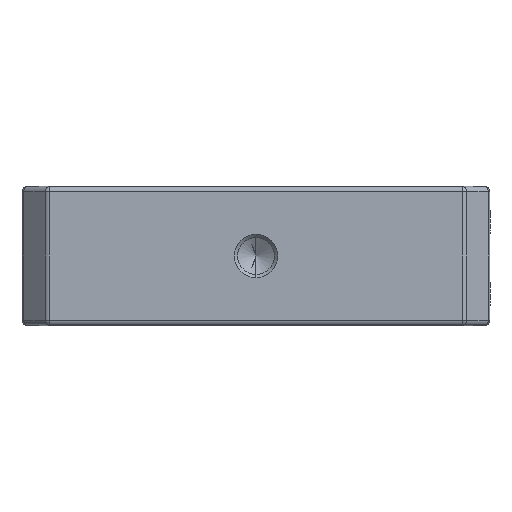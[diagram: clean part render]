
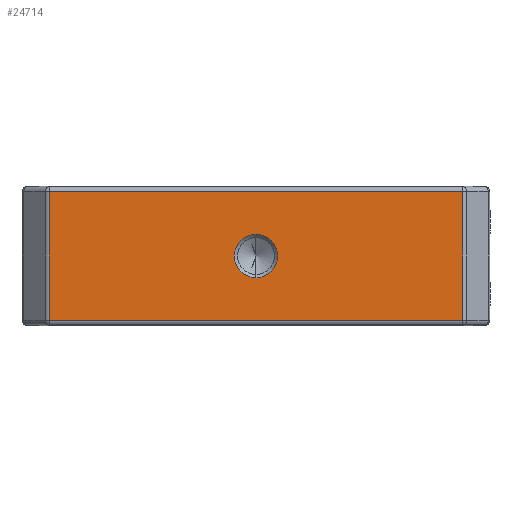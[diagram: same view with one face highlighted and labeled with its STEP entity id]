
A CAD part, front view. The second image highlights one B-rep face of the part: STEP entity #24714.
In plain terms, the highlighted planar face has unit normal (0, -1, 0).
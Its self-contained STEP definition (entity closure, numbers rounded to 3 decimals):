
#1904 = CARTESIAN_POINT ( 'NONE',  ( 22.439, -15.656, -5.75 ) ) ;
#2397 = CIRCLE ( 'NONE', #24698, 1.95 ) ;
#2550 = EDGE_LOOP ( 'NONE', ( #20108, #19262 ) ) ;
#3059 = DIRECTION ( 'NONE',  ( 0., 1., 0. ) ) ;
#3307 = CARTESIAN_POINT ( 'NONE',  ( 3.689, -15.656, -1.95 ) ) ;
#4263 = DIRECTION ( 'NONE',  ( 1., 0., 0. ) ) ;
#4461 = VECTOR ( 'NONE', #5525, 1000. ) ;
#4600 = AXIS2_PLACEMENT_3D ( 'NONE', #21117, #3059, #10701 ) ;
#4663 = EDGE_CURVE ( 'NONE', #15601, #5063, #9744, .T. ) ;
#5063 = VERTEX_POINT ( 'NONE', #5373 ) ;
#5373 = CARTESIAN_POINT ( 'NONE',  ( -14.854, -15.656, 5.75 ) ) ;
#5525 = DIRECTION ( 'NONE',  ( -1., 0., 0. ) ) ;
#5866 = VECTOR ( 'NONE', #11881, 1000. ) ;
#5899 = AXIS2_PLACEMENT_3D ( 'NONE', #17614, #7575, #19843 ) ;
#7011 = FACE_BOUND ( 'NONE', #2550, .T. ) ;
#7020 = CARTESIAN_POINT ( 'NONE',  ( 3.689, -15.656, 0. ) ) ;
#7509 = ORIENTED_EDGE ( 'NONE', *, *, #4663, .T. ) ;
#7575 = DIRECTION ( 'NONE',  ( 0., 1., 0. ) ) ;
#7821 = LINE ( 'NONE', #1904, #19759 ) ;
#8611 = EDGE_CURVE ( 'NONE', #5063, #20309, #22020, .T. ) ;
#9744 = LINE ( 'NONE', #13556, #4461 ) ;
#10087 = ORIENTED_EDGE ( 'NONE', *, *, #11175, .T. ) ;
#10701 = DIRECTION ( 'NONE',  ( 1., 0., 0. ) ) ;
#11175 = EDGE_CURVE ( 'NONE', #20309, #16456, #7821, .T. ) ;
#11495 = DIRECTION ( 'NONE',  ( 0., 1., 0. ) ) ;
#11881 = DIRECTION ( 'NONE',  ( 0., 0., -1. ) ) ;
#11923 = CARTESIAN_POINT ( 'NONE',  ( -14.854, -15.656, -5.75 ) ) ;
#11931 = EDGE_CURVE ( 'NONE', #16456, #15601, #14340, .T. ) ;
#12527 = CARTESIAN_POINT ( 'NONE',  ( 22.232, -15.656, -5.75 ) ) ;
#12767 = EDGE_CURVE ( 'NONE', #20470, #19874, #2397, .T. ) ;
#13067 = PLANE ( 'NONE',  #4600 ) ;
#13354 = CARTESIAN_POINT ( 'NONE',  ( 3.689, -15.656, 1.95 ) ) ;
#13556 = CARTESIAN_POINT ( 'NONE',  ( 22.439, -15.656, 5.75 ) ) ;
#14210 = DIRECTION ( 'NONE',  ( 0., 0., 1. ) ) ;
#14340 = LINE ( 'NONE', #18432, #25090 ) ;
#15034 = FACE_OUTER_BOUND ( 'NONE', #23090, .T. ) ;
#15601 = VERTEX_POINT ( 'NONE', #21714 ) ;
#16456 = VERTEX_POINT ( 'NONE', #12527 ) ;
#17170 = DIRECTION ( 'NONE',  ( 0., 0., 1. ) ) ;
#17379 = ORIENTED_EDGE ( 'NONE', *, *, #8611, .T. ) ;
#17614 = CARTESIAN_POINT ( 'NONE',  ( 3.689, -15.656, 0. ) ) ;
#18432 = CARTESIAN_POINT ( 'NONE',  ( 22.232, -15.656, 6.25 ) ) ;
#18505 = ORIENTED_EDGE ( 'NONE', *, *, #11931, .T. ) ;
#19262 = ORIENTED_EDGE ( 'NONE', *, *, #12767, .T. ) ;
#19759 = VECTOR ( 'NONE', #4263, 1000. ) ;
#19843 = DIRECTION ( 'NONE',  ( 0., 0., 1. ) ) ;
#19874 = VERTEX_POINT ( 'NONE', #3307 ) ;
#20108 = ORIENTED_EDGE ( 'NONE', *, *, #21566, .T. ) ;
#20309 = VERTEX_POINT ( 'NONE', #11923 ) ;
#20470 = VERTEX_POINT ( 'NONE', #13354 ) ;
#21117 = CARTESIAN_POINT ( 'NONE',  ( 22.439, -15.656, 6.25 ) ) ;
#21566 = EDGE_CURVE ( 'NONE', #19874, #20470, #25676, .T. ) ;
#21714 = CARTESIAN_POINT ( 'NONE',  ( 22.232, -15.656, 5.75 ) ) ;
#21775 = CARTESIAN_POINT ( 'NONE',  ( -14.854, -15.656, 6.25 ) ) ;
#22020 = LINE ( 'NONE', #21775, #5866 ) ;
#23090 = EDGE_LOOP ( 'NONE', ( #7509, #17379, #10087, #18505 ) ) ;
#24698 = AXIS2_PLACEMENT_3D ( 'NONE', #7020, #11495, #17170 ) ;
#24714 = ADVANCED_FACE ( 'NONE', ( #7011, #15034 ), #13067, .F. ) ;
#25090 = VECTOR ( 'NONE', #14210, 1000. ) ;
#25676 = CIRCLE ( 'NONE', #5899, 1.95 ) ;
